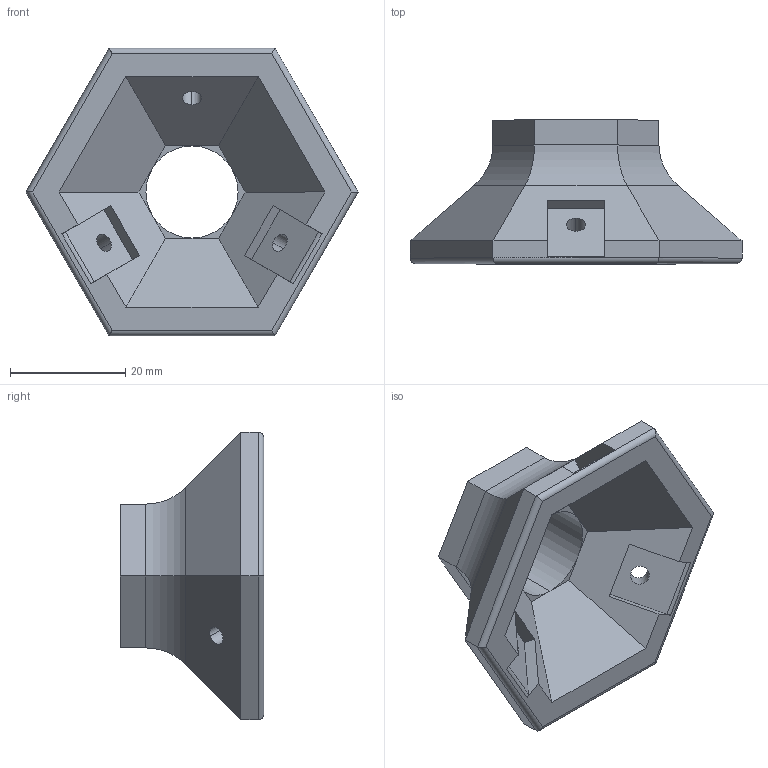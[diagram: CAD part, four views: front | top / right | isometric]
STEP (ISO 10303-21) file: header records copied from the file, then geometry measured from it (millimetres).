
FILE_DESCRIPTION (( 'STEP AP214' ), '1' );
FILE_NAME ('InterfacciaTuboGripper.STEP', '2019-09-06T08:34:44', ( '' ), ( '' ), 'SwSTEP 2.0', 'SolidWorks 2019', '' );
FILE_SCHEMA (( 'AUTOMOTIVE_DESIGN' ));
Length unit declared in the file: millimetre
Products named in the file (1): InterfacciaTuboGripper
Bounding box: 57.73 x 25 x 50 mm (x, y, z)
Volume: 17206.6 mm3; surface area: 7309.6 mm2
Topology: 1 solids, 1 shells, 66 faces, 160 edges, 96 vertices
Faces by surface type: plane 44, cylinder 22
Entity records: 1922 total; most frequent: CARTESIAN_POINT 359, ORIENTED_EDGE 320, DIRECTION 306, EDGE_CURVE 160, VECTOR 124, LINE 124, VERTEX_POINT 96, AXIS2_PLACEMENT_3D 91
